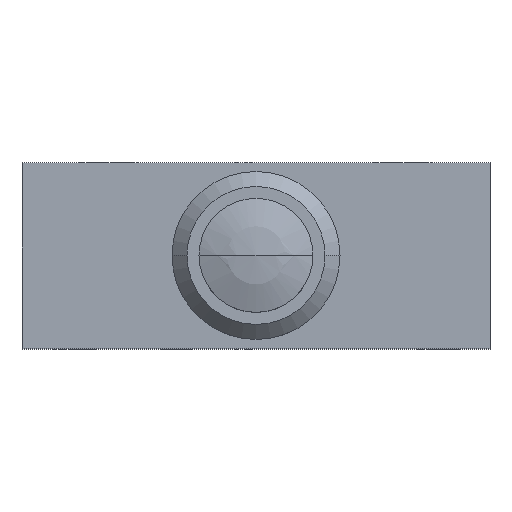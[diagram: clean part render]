
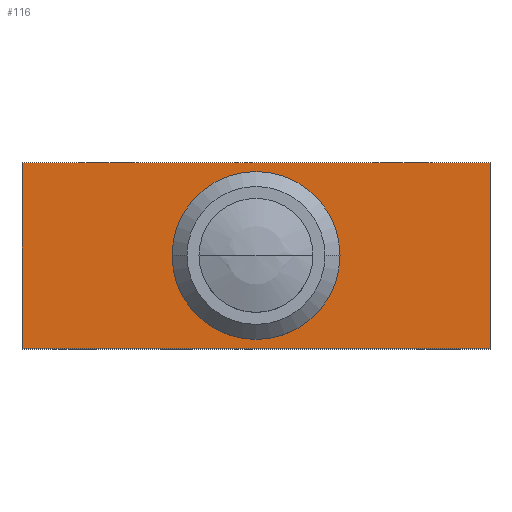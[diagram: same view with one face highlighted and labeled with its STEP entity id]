
A CAD part, top view. The second image highlights one B-rep face of the part: STEP entity #116.
In plain terms, the highlighted planar face has unit normal (0, 0, 1).
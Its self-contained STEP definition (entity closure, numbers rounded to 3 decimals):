
#116=ADVANCED_FACE('FACE28',(#243,#244),#245,.T.);
#243=FACE_OUTER_BOUND('',#372,.T.);
#244=FACE_BOUND('',#373,.T.);
#245=PLANE('',#374);
#372=EDGE_LOOP('',(#642,#643,#644,#645));
#373=EDGE_LOOP('',(#646,#647));
#374=AXIS2_PLACEMENT_3D('',#648,#649,#650);
#642=ORIENTED_EDGE('',*,*,#814,.T.);
#643=ORIENTED_EDGE('',*,*,#812,.T.);
#644=ORIENTED_EDGE('',*,*,#809,.T.);
#645=ORIENTED_EDGE('',*,*,#806,.T.);
#646=ORIENTED_EDGE('',*,*,#816,.T.);
#647=ORIENTED_EDGE('',*,*,#817,.T.);
#648=CARTESIAN_POINT('',(0.0,0.0,44.45));
#649=DIRECTION('',(0.0,0.0,1.0));
#650=DIRECTION('',(1.0,0.0,0.0));
#806=EDGE_CURVE('EDGE61',#966,#968,#970,.T.);
#809=EDGE_CURVE('EDGE63',#972,#966,#974,.T.);
#812=EDGE_CURVE('EDGE65',#976,#972,#978,.T.);
#814=EDGE_CURVE('EDGE66',#968,#976,#980,.T.);
#816=EDGE_CURVE('EDGE67',#982,#983,#984,.T.);
#817=EDGE_CURVE('EDGE68',#983,#982,#985,.T.);
#966=VERTEX_POINT('VERTEX41',#1173);
#968=VERTEX_POINT('VERTEX42',#1176);
#970=LINE('',#1179,#1180);
#972=VERTEX_POINT('VERTEX43',#1182);
#974=LINE('',#1185,#1186);
#976=VERTEX_POINT('VERTEX44',#1188);
#978=LINE('',#1191,#1192);
#980=LINE('',#1194,#1195);
#982=VERTEX_POINT('VERTEX45',#1197);
#983=VERTEX_POINT('VERTEX46',#1198);
#984=CIRCLE('',#1199,7.112);
#985=CIRCLE('',#1200,7.112);
#1173=CARTESIAN_POINT('',(-19.812,-7.874,44.45));
#1176=CARTESIAN_POINT('',(19.812,-7.874,44.45));
#1179=CARTESIAN_POINT('',(0.0,-7.874,44.45));
#1180=VECTOR('',#1358,25.4);
#1182=CARTESIAN_POINT('',(-19.812,7.874,44.45));
#1185=CARTESIAN_POINT('',(-19.812,0.0,44.45));
#1186=VECTOR('',#1360,25.4);
#1188=CARTESIAN_POINT('',(19.812,7.874,44.45));
#1191=CARTESIAN_POINT('',(0.0,7.874,44.45));
#1192=VECTOR('',#1362,25.4);
#1194=CARTESIAN_POINT('',(19.812,0.0,44.45));
#1195=VECTOR('',#1363,25.4);
#1197=CARTESIAN_POINT('',(7.112,0.0,44.45));
#1198=CARTESIAN_POINT('',(-7.112,0.,44.45));
#1199=AXIS2_PLACEMENT_3D('',#1364,#1365,#1366);
#1200=AXIS2_PLACEMENT_3D('',#1367,#1368,#1369);
#1358=DIRECTION('',(1.0,0.0,0.0));
#1360=DIRECTION('',(0.0,-1.0,0.0));
#1362=DIRECTION('',(-1.0,0.0,0.0));
#1363=DIRECTION('',(0.0,1.0,0.0));
#1364=CARTESIAN_POINT('',(0.0,0.0,44.45));
#1365=DIRECTION('',(0.0,0.0,-1.0));
#1366=DIRECTION('',(1.0,0.0,0.0));
#1367=CARTESIAN_POINT('',(0.0,0.0,44.45));
#1368=DIRECTION('',(0.0,0.0,-1.0));
#1369=DIRECTION('',(1.0,0.0,0.0));
